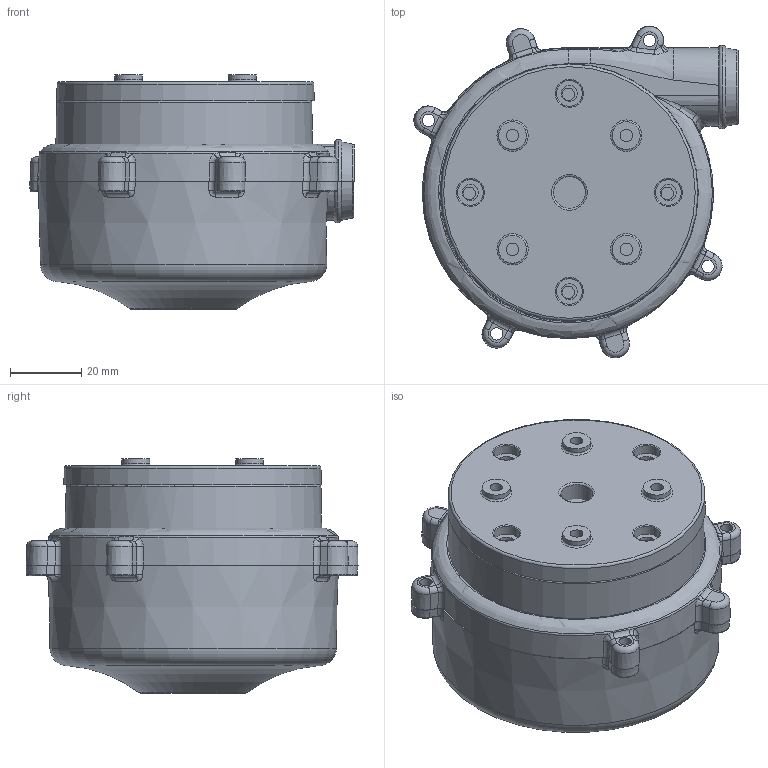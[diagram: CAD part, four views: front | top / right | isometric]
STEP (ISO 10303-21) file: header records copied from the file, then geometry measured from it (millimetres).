
FILE_DESCRIPTION(/* description */ ('','CAx-IF Rec.Pracs.---Representation and Presentation of Product Manufacturing Information (PMI)---4.0---2014-10-13'),/* implementation_level */ '2;1');
FILE_NAME(/* name */ 'WM9250.step',/* time_stamp */ '2024-12-07T17:44:26-05:00',/* author */ (''),/* organization */ (''),/* preprocessor_version */ 'ST-DEVELOPER v20',/* originating_system */ 'Autodesk Translation Framework v13.20.0.188',/* authorisation */ '');
FILE_SCHEMA (('AP242_MANAGED_MODEL_BASED_3D_ENGINEERING_MIM_LF { 1 0 10303 442 1 1 4 }'));
Length unit declared in the file: millimetre
Products named in the file (1): WM9250
Bounding box: 91.31 x 93.41 x 65.9 mm (x, y, z)
Volume: 148871.6 mm3; surface area: 54519.4 mm2
Topology: 3 solids, 3 shells, 294 faces, 744 edges, 469 vertices
Faces by surface type: cylinder 91, plane 67, bspline 59, torus 47, cone 30
Full cylindrical faces by diameter (mm): 3.5 x12, 3.95 x2, 4 x2, 4.2 x4, 4.5 x4, 7.3 x4, 7.8 x4, 9 x1, 19.8 x1
Entity records: 18545 total; most frequent: CARTESIAN_POINT 11628, ORIENTED_EDGE 1486, DIRECTION 1409, EDGE_CURVE 743, AXIS2_PLACEMENT_3D 607, VERTEX_POINT 469, EDGE_LOOP 344, CIRCLE 341
